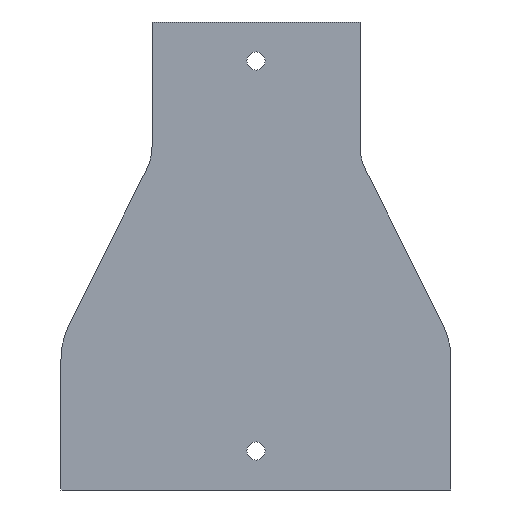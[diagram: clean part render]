
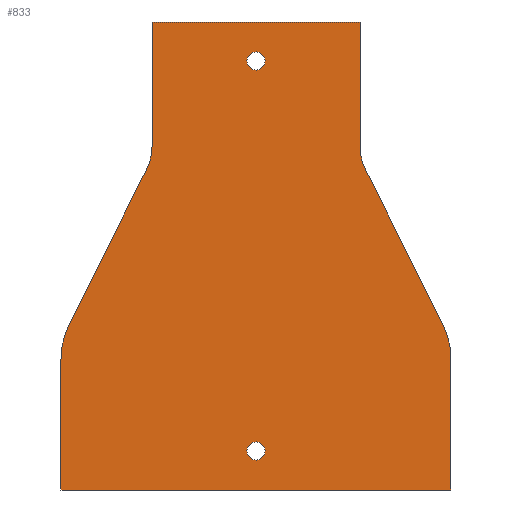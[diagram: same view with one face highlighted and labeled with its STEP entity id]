
A CAD part, front view. The second image highlights one B-rep face of the part: STEP entity #833.
In plain terms, the highlighted planar face has unit normal (0, -1, 0).
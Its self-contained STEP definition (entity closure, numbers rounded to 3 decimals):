
#49 = DIRECTION ( 'NONE',  ( 0., 1., 0. ) ) ;
#52 = CARTESIAN_POINT ( 'NONE',  ( -60., 0., -47.918 ) ) ;
#53 = PLANE ( 'NONE',  #753 ) ;
#55 = DIRECTION ( 'NONE',  ( 0., 0., 1. ) ) ;
#223 = CARTESIAN_POINT ( 'NONE',  ( 75., 0., -180. ) ) ;
#235 = CARTESIAN_POINT ( 'NONE',  ( -75., 0., -180. ) ) ;
#243 = CARTESIAN_POINT ( 'NONE',  ( -75., 0., -129.721 ) ) ;
#247 = CARTESIAN_POINT ( 'NONE',  ( -42.111, 0., -56.862 ) ) ;
#249 = CARTESIAN_POINT ( 'NONE',  ( -71.833, 0., -116.305 ) ) ;
#297 = EDGE_CURVE ( 'NONE', #409, #383, #914, .T. ) ;
#306 = EDGE_CURVE ( 'NONE', #383, #382, #929, .T. ) ;
#315 = EDGE_CURVE ( 'NONE', #382, #392, #945, .T. ) ;
#318 = EDGE_CURVE ( 'NONE', #392, #2095, #951, .T. ) ;
#321 = EDGE_CURVE ( 'NONE', #2095, #376, #956, .T. ) ;
#324 = EDGE_CURVE ( 'NONE', #376, #369, #961, .T. ) ;
#335 = EDGE_CURVE ( 'NONE', #369, #1379, #976, .T. ) ;
#338 = EDGE_CURVE ( 'NONE', #1379, #1385, #983, .T. ) ;
#352 = EDGE_CURVE ( 'NONE', #1385, #1393, #1006, .T. ) ;
#355 = EDGE_CURVE ( 'NONE', #1393, #1399, #1013, .T. ) ;
#358 = EDGE_CURVE ( 'NONE', #1399, #1397, #1018, .T. ) ;
#361 = EDGE_CURVE ( 'NONE', #1397, #409, #1023, .T. ) ;
#363 = EDGE_CURVE ( 'NONE', #1778, #1778, #1026, .T. ) ;
#364 = EDGE_CURVE ( 'NONE', #1776, #1776, #1029, .T. ) ;
#369 = VERTEX_POINT ( 'NONE', #1261 ) ;
#376 = VERTEX_POINT ( 'NONE', #1268 ) ;
#382 = VERTEX_POINT ( 'NONE', #1273 ) ;
#383 = VERTEX_POINT ( 'NONE', #1274 ) ;
#392 = VERTEX_POINT ( 'NONE', #1282 ) ;
#409 = VERTEX_POINT ( 'NONE', #1296 ) ;
#701 = AXIS2_PLACEMENT_3D ( 'NONE', #1903, #1902, #1901 ) ;
#703 = AXIS2_PLACEMENT_3D ( 'NONE', #1890, #1889, #1888 ) ;
#713 = AXIS2_PLACEMENT_3D ( 'NONE', #1228, #1229, #1230 ) ;
#715 = AXIS2_PLACEMENT_3D ( 'NONE', #1239, #1240, #1241 ) ;
#717 = AXIS2_PLACEMENT_3D ( 'NONE', #1247, #1248, #1249 ) ;
#718 = AXIS2_PLACEMENT_3D ( 'NONE', #1251, #1252, #1253 ) ;
#753 = AXIS2_PLACEMENT_3D ( 'NONE', #52, #49, #55 ) ;
#833 = ADVANCED_FACE ( 'NONE', ( #1689, #1694, #1685 ), #53, .F. ) ;
#914 = LINE ( 'NONE', #1958, #916 ) ;
#916 = VECTOR ( 'NONE', #1957, 1000. ) ;
#929 = LINE ( 'NONE', #1938, #934 ) ;
#934 = VECTOR ( 'NONE', #1932, 1000. ) ;
#945 = LINE ( 'NONE', #1910, #948 ) ;
#948 = VECTOR ( 'NONE', #1909, 1000. ) ;
#951 = CIRCLE ( 'NONE', #701, 20. ) ;
#956 = LINE ( 'NONE', #1900, #958 ) ;
#958 = VECTOR ( 'NONE', #1904, 1000. ) ;
#961 = CIRCLE ( 'NONE', #703, 30. ) ;
#976 = LINE ( 'NONE', #1866, #980 ) ;
#980 = VECTOR ( 'NONE', #1182, 1000. ) ;
#983 = LINE ( 'NONE', #1189, #986 ) ;
#986 = VECTOR ( 'NONE', #1191, 1000. ) ;
#1006 = LINE ( 'NONE', #1219, #1010 ) ;
#1010 = VECTOR ( 'NONE', #1216, 1000. ) ;
#1013 = CIRCLE ( 'NONE', #713, 30. ) ;
#1018 = LINE ( 'NONE', #1231, #1020 ) ;
#1020 = VECTOR ( 'NONE', #1227, 1000. ) ;
#1023 = CIRCLE ( 'NONE', #715, 20. ) ;
#1026 = CIRCLE ( 'NONE', #717, 3.5 ) ;
#1029 = CIRCLE ( 'NONE', #718, 3.5 ) ;
#1182 = DIRECTION ( 'NONE',  ( 0., 0., -1. ) ) ;
#1189 = CARTESIAN_POINT ( 'NONE',  ( -75., 0., -180. ) ) ;
#1191 = DIRECTION ( 'NONE',  ( -1., 0., 0. ) ) ;
#1216 = DIRECTION ( 'NONE',  ( 0., 0., 1. ) ) ;
#1219 = CARTESIAN_POINT ( 'NONE',  ( -75., 0., -129.721 ) ) ;
#1227 = DIRECTION ( 'NONE',  ( 0.447, 0., 0.894 ) ) ;
#1228 = CARTESIAN_POINT ( 'NONE',  ( -45., 0., -129.721 ) ) ;
#1229 = DIRECTION ( 'NONE',  ( 0., 1., 0. ) ) ;
#1230 = DIRECTION ( 'NONE',  ( 0., 0., 1. ) ) ;
#1231 = CARTESIAN_POINT ( 'NONE',  ( -42.111, 0., -56.862 ) ) ;
#1239 = CARTESIAN_POINT ( 'NONE',  ( -60., 0., -47.918 ) ) ;
#1240 = DIRECTION ( 'NONE',  ( 0., -1., 0. ) ) ;
#1241 = DIRECTION ( 'NONE',  ( 0., 0., 1. ) ) ;
#1247 = CARTESIAN_POINT ( 'NONE',  ( 0., 0., -165. ) ) ;
#1248 = DIRECTION ( 'NONE',  ( 0., -1., 0. ) ) ;
#1249 = DIRECTION ( 'NONE',  ( 0., 0., -1. ) ) ;
#1251 = CARTESIAN_POINT ( 'NONE',  ( 0., 0., -15. ) ) ;
#1252 = DIRECTION ( 'NONE',  ( 0., -1., 0. ) ) ;
#1253 = DIRECTION ( 'NONE',  ( 0., 0., -1. ) ) ;
#1261 = CARTESIAN_POINT ( 'NONE',  ( 75., 0., -129.721 ) ) ;
#1268 = CARTESIAN_POINT ( 'NONE',  ( 71.833, 0., -116.305 ) ) ;
#1273 = CARTESIAN_POINT ( 'NONE',  ( 40., 0., 0. ) ) ;
#1274 = CARTESIAN_POINT ( 'NONE',  ( -40., 0., 0. ) ) ;
#1282 = CARTESIAN_POINT ( 'NONE',  ( 40., 0., -47.918 ) ) ;
#1296 = CARTESIAN_POINT ( 'NONE',  ( -40., 0., -47.918 ) ) ;
#1379 = VERTEX_POINT ( 'NONE', #223 ) ;
#1385 = VERTEX_POINT ( 'NONE', #235 ) ;
#1393 = VERTEX_POINT ( 'NONE', #243 ) ;
#1397 = VERTEX_POINT ( 'NONE', #247 ) ;
#1399 = VERTEX_POINT ( 'NONE', #249 ) ;
#1482 = EDGE_LOOP ( 'NONE', ( #1564, #1563, #1562, #1561, #1560, #1559, #1558, #1557, #1556, #1555, #1554, #1553 ) ) ;
#1487 = EDGE_LOOP ( 'NONE', ( #1565 ) ) ;
#1493 = EDGE_LOOP ( 'NONE', ( #1566 ) ) ;
#1553 = ORIENTED_EDGE ( 'NONE', *, *, #355, .F. ) ;
#1554 = ORIENTED_EDGE ( 'NONE', *, *, #358, .F. ) ;
#1555 = ORIENTED_EDGE ( 'NONE', *, *, #361, .F. ) ;
#1556 = ORIENTED_EDGE ( 'NONE', *, *, #297, .F. ) ;
#1557 = ORIENTED_EDGE ( 'NONE', *, *, #306, .F. ) ;
#1558 = ORIENTED_EDGE ( 'NONE', *, *, #315, .F. ) ;
#1559 = ORIENTED_EDGE ( 'NONE', *, *, #318, .F. ) ;
#1560 = ORIENTED_EDGE ( 'NONE', *, *, #321, .F. ) ;
#1561 = ORIENTED_EDGE ( 'NONE', *, *, #324, .F. ) ;
#1562 = ORIENTED_EDGE ( 'NONE', *, *, #335, .F. ) ;
#1563 = ORIENTED_EDGE ( 'NONE', *, *, #338, .F. ) ;
#1564 = ORIENTED_EDGE ( 'NONE', *, *, #352, .F. ) ;
#1565 = ORIENTED_EDGE ( 'NONE', *, *, #364, .F. ) ;
#1566 = ORIENTED_EDGE ( 'NONE', *, *, #363, .F. ) ;
#1685 = FACE_OUTER_BOUND ( 'NONE', #1482, .T. ) ;
#1689 = FACE_BOUND ( 'NONE', #1493, .T. ) ;
#1694 = FACE_BOUND ( 'NONE', #1487, .T. ) ;
#1776 = VERTEX_POINT ( 'NONE', #1837 ) ;
#1778 = VERTEX_POINT ( 'NONE', #1834 ) ;
#1828 = CARTESIAN_POINT ( 'NONE',  ( 42.111, 0., -56.862 ) ) ;
#1834 = CARTESIAN_POINT ( 'NONE',  ( 0., 0., -168.5 ) ) ;
#1837 = CARTESIAN_POINT ( 'NONE',  ( 0., 0., -18.5 ) ) ;
#1866 = CARTESIAN_POINT ( 'NONE',  ( 75., 0., -129.721 ) ) ;
#1888 = DIRECTION ( 'NONE',  ( 0., 0., -1. ) ) ;
#1889 = DIRECTION ( 'NONE',  ( 0., 1., 0. ) ) ;
#1890 = CARTESIAN_POINT ( 'NONE',  ( 45., 0., -129.721 ) ) ;
#1900 = CARTESIAN_POINT ( 'NONE',  ( 42.111, 0., -56.862 ) ) ;
#1901 = DIRECTION ( 'NONE',  ( 0., 0., -1. ) ) ;
#1902 = DIRECTION ( 'NONE',  ( 0., -1., 0. ) ) ;
#1903 = CARTESIAN_POINT ( 'NONE',  ( 60., 0., -47.918 ) ) ;
#1904 = DIRECTION ( 'NONE',  ( 0.447, 0., -0.894 ) ) ;
#1909 = DIRECTION ( 'NONE',  ( 0., 0., -1. ) ) ;
#1910 = CARTESIAN_POINT ( 'NONE',  ( 40., 0., 0. ) ) ;
#1932 = DIRECTION ( 'NONE',  ( 1., 0., 0. ) ) ;
#1938 = CARTESIAN_POINT ( 'NONE',  ( -40., 0., 0. ) ) ;
#1957 = DIRECTION ( 'NONE',  ( 0., 0., 1. ) ) ;
#1958 = CARTESIAN_POINT ( 'NONE',  ( -40., 0., 0. ) ) ;
#2095 = VERTEX_POINT ( 'NONE', #1828 ) ;
